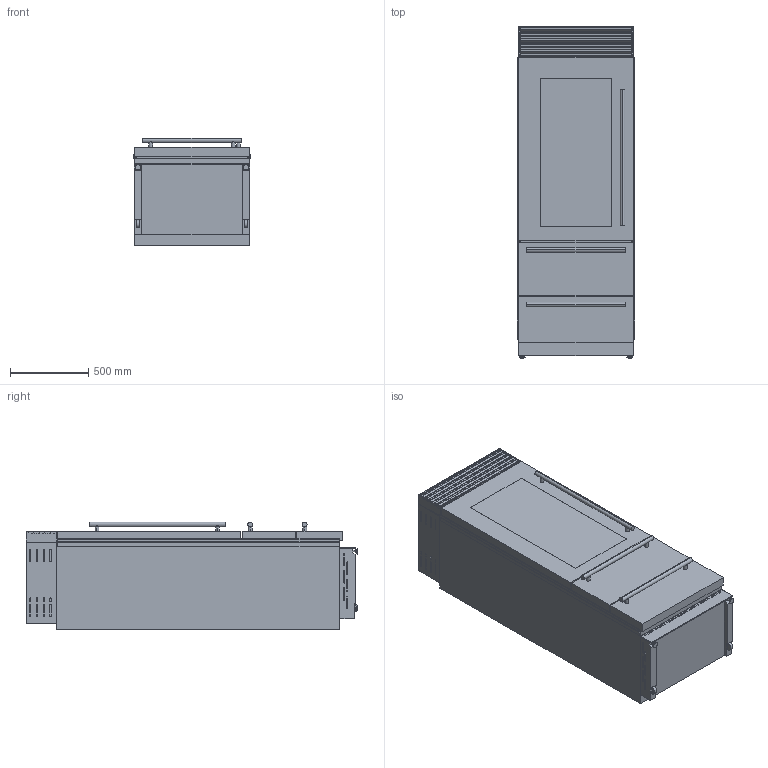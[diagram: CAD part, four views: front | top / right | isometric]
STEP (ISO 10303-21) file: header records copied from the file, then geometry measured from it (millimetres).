
FILE_DESCRIPTION (( 'STEP AP214' ), '1' );
FILE_NAME ('XS_749_0H_WT_6.STEP', '2017-07-07T08:23:24', ( '' ), ( '' ), 'SwSTEP 2.0', 'SolidWorks 2013', '' );
FILE_SCHEMA (( 'AUTOMOTIVE_DESIGN' ));
Length unit declared in the file: millimetre
Products named in the file (1): XS_749_0H_WT_6
Bounding box: 749 x 2120 x 688 mm (x, y, z)
Volume: 925492308.8 mm3; surface area: 11781828.1 mm2
Topology: 10 solids, 10 shells, 555 faces, 1447 edges, 950 vertices
Faces by surface type: plane 332, cylinder 207, torus 12, cone 4
Entity records: 17794 total; most frequent: CARTESIAN_POINT 3581, DIRECTION 2973, ORIENTED_EDGE 2894, EDGE_CURVE 1447, LINE 1001, VECTOR 1001, AXIS2_PLACEMENT_3D 986, VERTEX_POINT 950
